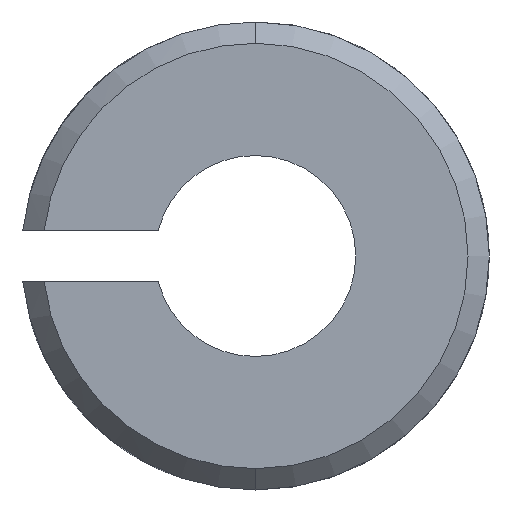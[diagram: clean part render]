
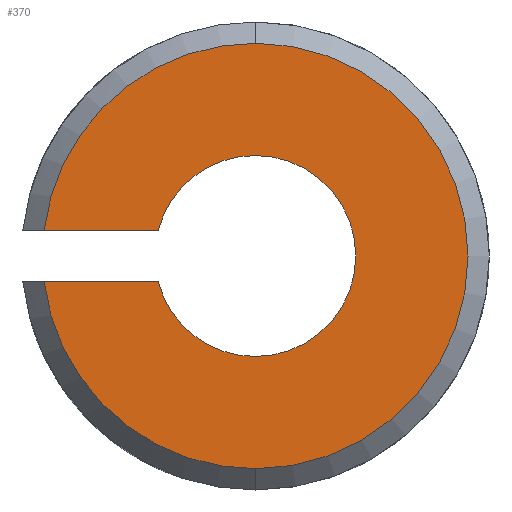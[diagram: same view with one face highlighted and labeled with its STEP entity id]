
A CAD part, front view. The second image highlights one B-rep face of the part: STEP entity #370.
In plain terms, the highlighted planar face has unit normal (0, -1, 0).
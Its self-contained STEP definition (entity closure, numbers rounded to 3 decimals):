
#22 = CIRCLE ( 'NONE', #1099, 3. ) ;
#32 = DIRECTION ( 'NONE',  ( -1., 0., 0. ) ) ;
#42 = CARTESIAN_POINT ( 'NONE',  ( 0., 0., 0. ) ) ;
#46 = DIRECTION ( 'NONE',  ( 0., -1., 0. ) ) ;
#55 = VECTOR ( 'NONE', #931, 1000. ) ;
#56 = AXIS2_PLACEMENT_3D ( 'NONE', #1031, #1040, #1049 ) ;
#58 = DIRECTION ( 'NONE',  ( 0., 0., 1. ) ) ;
#67 = DIRECTION ( 'NONE',  ( 0., 1., 0. ) ) ;
#84 = ORIENTED_EDGE ( 'NONE', *, *, #558, .T. ) ;
#109 = ORIENTED_EDGE ( 'NONE', *, *, #429, .T. ) ;
#130 = DIRECTION ( 'NONE',  ( 0., 0., 1. ) ) ;
#140 = CARTESIAN_POINT ( 'NONE',  ( 0., 0., 0. ) ) ;
#194 = VECTOR ( 'NONE', #32, 1000. ) ;
#209 = CARTESIAN_POINT ( 'NONE',  ( 0., 0., 0. ) ) ;
#214 = CARTESIAN_POINT ( 'NONE',  ( 0., 0., 0. ) ) ;
#220 = CARTESIAN_POINT ( 'NONE',  ( -2.902, 0., 0.762 ) ) ;
#223 = DIRECTION ( 'NONE',  ( 0., 0., 1. ) ) ;
#233 = VERTEX_POINT ( 'NONE', #878 ) ;
#243 = VERTEX_POINT ( 'NONE', #895 ) ;
#247 = ORIENTED_EDGE ( 'NONE', *, *, #249, .T. ) ;
#249 = EDGE_CURVE ( 'NONE', #233, #813, #785, .T. ) ;
#269 = LINE ( 'NONE', #693, #55 ) ;
#286 = DIRECTION ( 'NONE',  ( 0., -1., 0. ) ) ;
#294 = DIRECTION ( 'NONE',  ( 0., 1., 0. ) ) ;
#299 = DIRECTION ( 'NONE',  ( 0., 1., 0. ) ) ;
#312 = AXIS2_PLACEMENT_3D ( 'NONE', #1079, #926, #681 ) ;
#323 = LINE ( 'NONE', #986, #194 ) ;
#359 = EDGE_CURVE ( 'NONE', #813, #1018, #641, .T. ) ;
#366 = FACE_OUTER_BOUND ( 'NONE', #567, .T. ) ;
#370 = ADVANCED_FACE ( 'NONE', ( #366 ), #568, .F. ) ;
#393 = DIRECTION ( 'NONE',  ( 0., 0., 1. ) ) ;
#429 = EDGE_CURVE ( 'NONE', #1018, #445, #1038, .T. ) ;
#445 = VERTEX_POINT ( 'NONE', #560 ) ;
#474 = CIRCLE ( 'NONE', #988, 3. ) ;
#496 = VERTEX_POINT ( 'NONE', #220 ) ;
#499 = VERTEX_POINT ( 'NONE', #1092 ) ;
#523 = CIRCLE ( 'NONE', #312, 3. ) ;
#530 = AXIS2_PLACEMENT_3D ( 'NONE', #42, #46, #58 ) ;
#558 = EDGE_CURVE ( 'NONE', #445, #496, #269, .T. ) ;
#560 = CARTESIAN_POINT ( 'NONE',  ( -6.304, 0., 0.762 ) ) ;
#567 = EDGE_LOOP ( 'NONE', ( #894, #247, #738, #109, #84, #854, #975, #614 ) ) ;
#568 = PLANE ( 'NONE',  #723 ) ;
#578 = CARTESIAN_POINT ( 'NONE',  ( 0., 0., 6.35 ) ) ;
#614 = ORIENTED_EDGE ( 'NONE', *, *, #617, .T. ) ;
#617 = EDGE_CURVE ( 'NONE', #783, #499, #474, .T. ) ;
#624 = EDGE_CURVE ( 'NONE', #496, #243, #22, .T. ) ;
#641 = CIRCLE ( 'NONE', #530, 6.35 ) ;
#663 = AXIS2_PLACEMENT_3D ( 'NONE', #209, #286, #393 ) ;
#681 = DIRECTION ( 'NONE',  ( 0., 0., 1. ) ) ;
#693 = CARTESIAN_POINT ( 'NONE',  ( -6.943, 0., 0.762 ) ) ;
#723 = AXIS2_PLACEMENT_3D ( 'NONE', #928, #67, #130 ) ;
#738 = ORIENTED_EDGE ( 'NONE', *, *, #359, .T. ) ;
#767 = EDGE_CURVE ( 'NONE', #243, #783, #523, .T. ) ;
#783 = VERTEX_POINT ( 'NONE', #1085 ) ;
#785 = CIRCLE ( 'NONE', #56, 6.35 ) ;
#813 = VERTEX_POINT ( 'NONE', #939 ) ;
#854 = ORIENTED_EDGE ( 'NONE', *, *, #624, .T. ) ;
#878 = CARTESIAN_POINT ( 'NONE',  ( -6.304, 0., -0.762 ) ) ;
#894 = ORIENTED_EDGE ( 'NONE', *, *, #1100, .T. ) ;
#895 = CARTESIAN_POINT ( 'NONE',  ( 0., 0., 3. ) ) ;
#926 = DIRECTION ( 'NONE',  ( 0., 1., 0. ) ) ;
#928 = CARTESIAN_POINT ( 'NONE',  ( 0., 0., 0. ) ) ;
#931 = DIRECTION ( 'NONE',  ( 1., 0., 0. ) ) ;
#939 = CARTESIAN_POINT ( 'NONE',  ( 0., 0., -6.35 ) ) ;
#975 = ORIENTED_EDGE ( 'NONE', *, *, #767, .T. ) ;
#986 = CARTESIAN_POINT ( 'NONE',  ( -2.902, 0., -0.762 ) ) ;
#988 = AXIS2_PLACEMENT_3D ( 'NONE', #214, #299, #1091 ) ;
#1018 = VERTEX_POINT ( 'NONE', #578 ) ;
#1031 = CARTESIAN_POINT ( 'NONE',  ( 0., 0., 0. ) ) ;
#1038 = CIRCLE ( 'NONE', #663, 6.35 ) ;
#1040 = DIRECTION ( 'NONE',  ( 0., -1., 0. ) ) ;
#1049 = DIRECTION ( 'NONE',  ( 0., 0., 1. ) ) ;
#1079 = CARTESIAN_POINT ( 'NONE',  ( 0., 0., 0. ) ) ;
#1085 = CARTESIAN_POINT ( 'NONE',  ( 0., 0., -3. ) ) ;
#1091 = DIRECTION ( 'NONE',  ( 0., 0., 1. ) ) ;
#1092 = CARTESIAN_POINT ( 'NONE',  ( -2.902, 0., -0.762 ) ) ;
#1099 = AXIS2_PLACEMENT_3D ( 'NONE', #140, #294, #223 ) ;
#1100 = EDGE_CURVE ( 'NONE', #499, #233, #323, .T. ) ;
